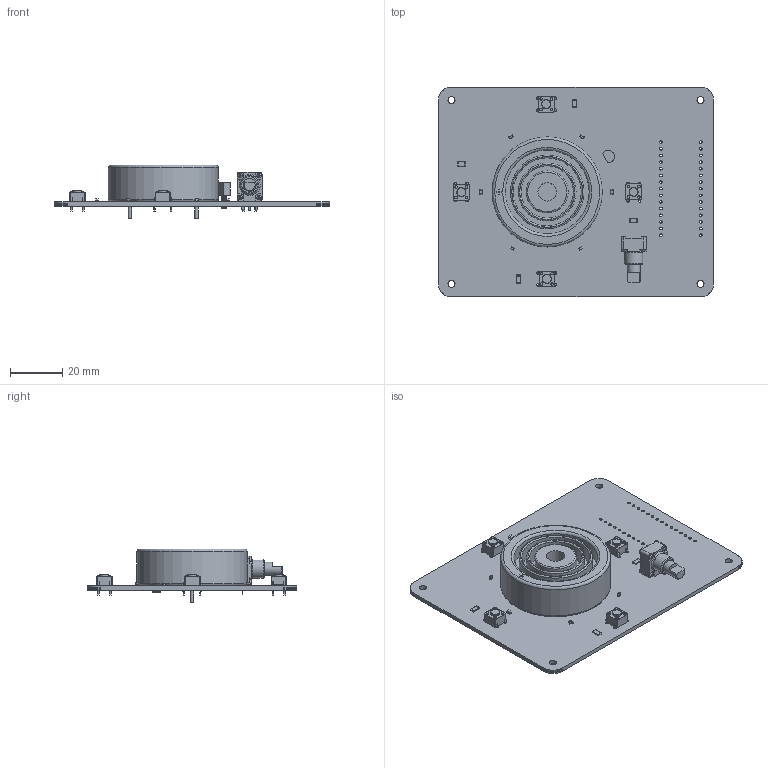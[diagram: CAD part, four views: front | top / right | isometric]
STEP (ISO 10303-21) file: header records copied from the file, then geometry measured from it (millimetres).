
FILE_DESCRIPTION(('KiCad electronic assembly'),'2;1');
FILE_NAME('demo_project.step','2023-09-07T12:49:36',('Pcbnew'),('Kicad') ,'Open CASCADE STEP processor 7.5','KiCad to STEP converter','Unknown' );
FILE_SCHEMA(('AUTOMOTIVE_DESIGN { 1 0 10303 214 1 1 1 1 }'));
Length unit declared in the file: millimetre
Products named in the file (14): demo_project 1; SW_PUSH_6mm_H4.3mm; SOLID; LED_0603_1608Metric; MagneticBuzzer_ProjectsUnlimited_AI-4228-TWT-R; R_1206_3216Metric; alps_alpine_RK09Y11L0001; TO-92_Inline; _autosave-demo_project PCB
Assembly tree (24 placements, depth 3):
  demo_project 1
    SW_PUSH_6mm_H4.3mm  x4
      SOLID
    LED_0603_1608Metric  x6
      SOLID
    MagneticBuzzer_ProjectsUnlimited_AI-4228-TWT-R
      SOLID
    R_1206_3216Metric  x4
      SOLID
    alps_alpine_RK09Y11L0001
      SOLID
    TO-92_Inline
      SOLID
    _autosave-demo_project PCB
Bounding box: 105 x 80 x 20.53 mm (x, y, z)
Volume: 30795.3 mm3; surface area: 26632.7 mm2
Topology: 18 solids, 18 shells, 1107 faces, 2929 edges, 1905 vertices
Faces by surface type: plane 752, cylinder 333, torus 15, revolution 4, cone 3
Full cylindrical faces by diameter (mm): 0.75 x3, 1 x49, 1.1 x16, 1.3 x2, 1.5 x2, 1.7 x4, 2.7 x4, 3.5 x4, 5 x1, 7 x2, 16 x1, 20 x1, 22 x1, 26 x1, 28 x1, 32 x1, 42 x1
Entity records: 34121 total; most frequent: CARTESIAN_POINT 6535, DIRECTION 4766, LINE 3024, VECTOR 3024, ORIENTED_EDGE 2458, PCURVE 2458, DEFINITIONAL_REPRESENTATION 2458, EDGE_CURVE 1229
